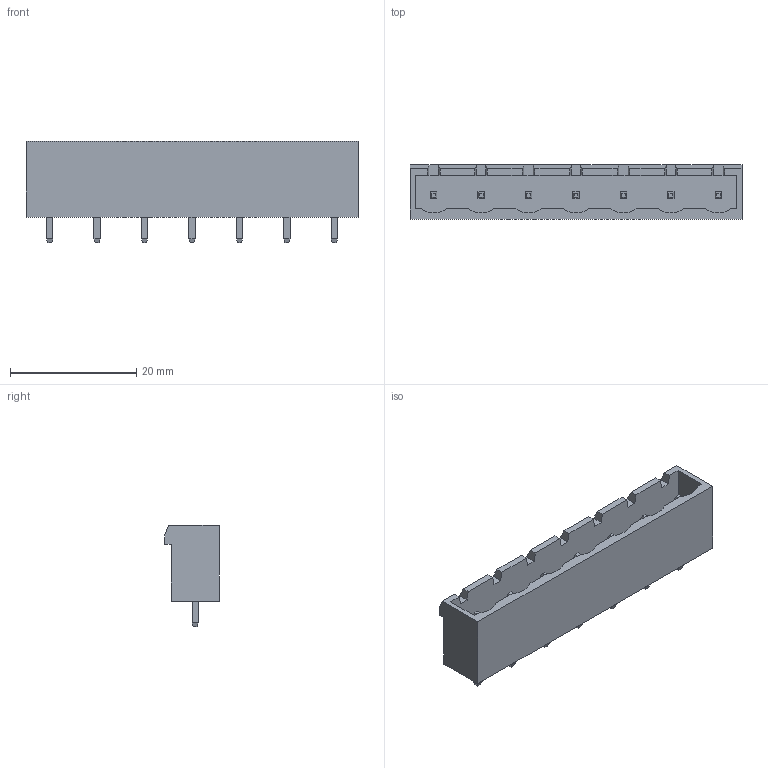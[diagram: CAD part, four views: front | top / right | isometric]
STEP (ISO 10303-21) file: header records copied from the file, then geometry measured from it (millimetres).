
FILE_DESCRIPTION(/* description */ ('model of PhoenixContact_GMSTBVA-G_07x7.50mm_Vertical.'),/* implementation_level */ FILE_NAME(/* name */ 'PhoenixContact_GMSTBVA-G_07x7.50mm_Vertical..stp',/* time_stamp */ '2017-02-27T17:16:32',/* author */ ('Rene Poeschl',''),/* organization */ (''),/* preprocessor_version */ '',/* originating_system */ '',/* authorisation */ '');
FILE_NAME(/* name */ 'PhoenixContact_GMSTBVA-G_07x7.50mm_Vertical..stp',/* time_stamp */ '2017-02-27T17:16:32',/* author */ ('Rene Poeschl',''),/* organization */ (''),/* preprocessor_version */ '',/* originating_system */ '',/* authorisation */ '');
FILE_SCHEMA(('AUTOMOTIVE_DESIGN_CC2 { 1 2 10303 214 -1 1 5 4 }'));
Length unit declared in the file: millimetre
Products named in the file (1): GMSTBVA_01x07_G_7_50mm
Bounding box: 52.5 x 8.6 x 16 mm (x, y, z)
Volume: 2577.1 mm3; surface area: 3568.4 mm2
Topology: 1 solids, 1 shells, 188 faces, 446 edges, 274 vertices
Faces by surface type: plane 181, cylinder 7
Entity records: 12211 total; most frequent: CARTESIAN_POINT 1941, DIRECTION 1590, LINE 1170, VECTOR 1170, ORIENTED_EDGE 892, PCURVE 892, DEFINITIONAL_REPRESENTATION 892, EDGE_CURVE 446
